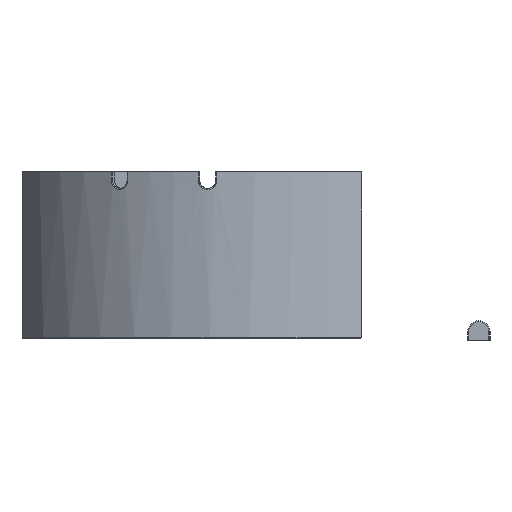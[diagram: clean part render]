
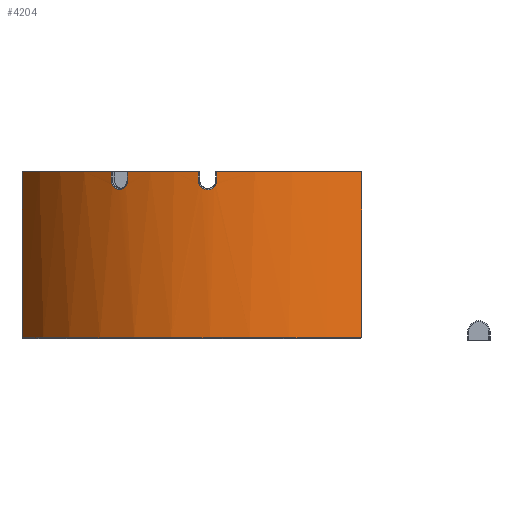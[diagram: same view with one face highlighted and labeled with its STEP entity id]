
A CAD part, left-side view. The second image highlights one B-rep face of the part: STEP entity #4204.
In plain terms, the highlighted cylindrical face has radius 86.5 mm (diameter 173 mm), a partial arc.
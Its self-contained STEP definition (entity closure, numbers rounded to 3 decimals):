
#178=LINE('',#6398,#502);
#179=LINE('',#6469,#503);
#202=LINE('',#6803,#526);
#203=LINE('',#6807,#527);
#293=LINE('',#7673,#617);
#294=LINE('',#7675,#618);
#502=VECTOR('',#4928,10.);
#503=VECTOR('',#4943,10.);
#526=VECTOR('',#5032,10.);
#527=VECTOR('',#5037,10.);
#617=VECTOR('',#5357,10.);
#618=VECTOR('',#5360,10.);
#842=CYLINDRICAL_SURFACE('',#4572,86.5);
#1002=FACE_OUTER_BOUND('',#1270,.T.);
#1270=EDGE_LOOP('',(#3262,#3263,#3264,#3265,#3266,#3267,#3268,#3269,#3270,
#3271,#3272,#3273,#3274,#3275,#3276));
#1458=CIRCLE('',#4410,86.5);
#1464=CIRCLE('',#4418,86.5);
#1487=CIRCLE('',#4449,86.5);
#1494=CIRCLE('',#4460,86.5);
#1555=CIRCLE('',#4562,86.5);
#1697=B_SPLINE_CURVE_WITH_KNOTS('',3,(#6426,#6427,#6428,#6429,#6430),
 .UNSPECIFIED.,.F.,.F.,(4,1,4),(0.,0.229,0.534),
 .UNSPECIFIED.);
#1698=B_SPLINE_CURVE_WITH_KNOTS('',3,(#6463,#6464,#6465,#6466,#6467),
 .UNSPECIFIED.,.F.,.F.,(4,1,4),(0.,0.229,0.534),
 .UNSPECIFIED.);
#1707=B_SPLINE_CURVE_WITH_KNOTS('',3,(#6785,#6786,#6787,#6788,#6789),
 .UNSPECIFIED.,.F.,.F.,(4,1,4),(2.137,2.366,2.671),
 .UNSPECIFIED.);
#1709=B_SPLINE_CURVE_WITH_KNOTS('',3,(#6833,#6834,#6835,#6836,#6837),
 .UNSPECIFIED.,.F.,.F.,(4,1,4),(-0.531,-0.228,0.),
 .UNSPECIFIED.);
#1789=VERTEX_POINT('',#6388);
#1790=VERTEX_POINT('',#6390);
#1791=VERTEX_POINT('',#6394);
#1792=VERTEX_POINT('',#6396);
#1793=VERTEX_POINT('',#6424);
#1794=VERTEX_POINT('',#6432);
#1795=VERTEX_POINT('',#6461);
#1837=VERTEX_POINT('',#6748);
#1838=VERTEX_POINT('',#6750);
#1841=VERTEX_POINT('',#6782);
#1842=VERTEX_POINT('',#6784);
#1843=VERTEX_POINT('',#6805);
#1846=VERTEX_POINT('',#6845);
#1925=VERTEX_POINT('',#7540);
#1959=VERTEX_POINT('',#7650);
#2182=EDGE_CURVE('',#1789,#1790,#1458,.T.);
#2186=EDGE_CURVE('',#1792,#1791,#178,.T.);
#2188=EDGE_CURVE('',#1793,#1792,#1697,.T.);
#2190=EDGE_CURVE('',#1794,#1793,#1464,.T.);
#2193=EDGE_CURVE('',#1795,#1794,#1698,.T.);
#2194=EDGE_CURVE('',#1790,#1795,#179,.T.);
#2245=EDGE_CURVE('',#1837,#1838,#1487,.T.);
#2250=EDGE_CURVE('',#1841,#1842,#1707,.T.);
#2252=EDGE_CURVE('',#1838,#1841,#202,.T.);
#2254=EDGE_CURVE('',#1843,#1789,#203,.T.);
#2255=EDGE_CURVE('',#1842,#1843,#1709,.T.);
#2259=EDGE_CURVE('',#1791,#1846,#1494,.T.);
#2424=EDGE_CURVE('',#1925,#1959,#1555,.T.);
#2434=EDGE_CURVE('',#1959,#1837,#293,.T.);
#2435=EDGE_CURVE('',#1925,#1846,#294,.T.);
#3262=ORIENTED_EDGE('',*,*,#2194,.F.);
#3263=ORIENTED_EDGE('',*,*,#2182,.F.);
#3264=ORIENTED_EDGE('',*,*,#2254,.F.);
#3265=ORIENTED_EDGE('',*,*,#2255,.F.);
#3266=ORIENTED_EDGE('',*,*,#2250,.F.);
#3267=ORIENTED_EDGE('',*,*,#2252,.F.);
#3268=ORIENTED_EDGE('',*,*,#2245,.F.);
#3269=ORIENTED_EDGE('',*,*,#2434,.F.);
#3270=ORIENTED_EDGE('',*,*,#2424,.F.);
#3271=ORIENTED_EDGE('',*,*,#2435,.T.);
#3272=ORIENTED_EDGE('',*,*,#2259,.F.);
#3273=ORIENTED_EDGE('',*,*,#2186,.F.);
#3274=ORIENTED_EDGE('',*,*,#2188,.F.);
#3275=ORIENTED_EDGE('',*,*,#2190,.F.);
#3276=ORIENTED_EDGE('',*,*,#2193,.F.);
#4204=ADVANCED_FACE('',(#1002),#842,.T.);
#4410=AXIS2_PLACEMENT_3D('',#6391,#4918,#4919);
#4418=AXIS2_PLACEMENT_3D('',#6434,#4935,#4936);
#4449=AXIS2_PLACEMENT_3D('',#6751,#5020,#5021);
#4460=AXIS2_PLACEMENT_3D('',#6846,#5046,#5047);
#4562=AXIS2_PLACEMENT_3D('',#7655,#5329,#5330);
#4572=AXIS2_PLACEMENT_3D('',#7674,#5358,#5359);
#4918=DIRECTION('center_axis',(0.,0.,1.));
#4919=DIRECTION('ref_axis',(-1.,0.,0.));
#4928=DIRECTION('',(0.,0.,1.));
#4935=DIRECTION('center_axis',(0.,0.,1.));
#4936=DIRECTION('ref_axis',(-0.993,0.121,0.));
#4943=DIRECTION('',(0.,0.,-1.));
#5020=DIRECTION('center_axis',(0.,0.,1.));
#5021=DIRECTION('ref_axis',(-1.,0.,0.));
#5032=DIRECTION('',(0.,0.,-1.));
#5037=DIRECTION('',(0.,0.,1.));
#5046=DIRECTION('center_axis',(0.,0.,1.));
#5047=DIRECTION('ref_axis',(-1.,0.,0.));
#5329=DIRECTION('center_axis',(0.,0.,-1.));
#5330=DIRECTION('ref_axis',(-1.,0.,0.));
#5357=DIRECTION('',(0.,0.,1.));
#5358=DIRECTION('center_axis',(0.,0.,1.));
#5359=DIRECTION('ref_axis',(-1.,0.,0.));
#5360=DIRECTION('',(0.,0.,1.));
#6388=CARTESIAN_POINT('',(-77.142,39.133,70.5));
#6390=CARTESIAN_POINT('',(-85.378,13.888,70.5));
#6391=CARTESIAN_POINT('Origin',(0.,0.,70.5));
#6394=CARTESIAN_POINT('',(-86.209,7.09,70.5));
#6396=CARTESIAN_POINT('',(-86.209,7.09,67.5));
#6398=CARTESIAN_POINT('',(-86.209,7.09,10.5));
#6424=CARTESIAN_POINT('',(-85.862,10.489,64.1));
#6426=CARTESIAN_POINT('Ctrl Pts',(-85.862,10.489,64.1));
#6427=CARTESIAN_POINT('Ctrl Pts',(-85.955,9.728,64.1));
#6428=CARTESIAN_POINT('Ctrl Pts',(-86.143,7.947,64.722));
#6429=CARTESIAN_POINT('Ctrl Pts',(-86.209,7.09,66.483));
#6430=CARTESIAN_POINT('Ctrl Pts',(-86.209,7.09,67.5));
#6432=CARTESIAN_POINT('',(-85.86,10.506,64.1));
#6434=CARTESIAN_POINT('Origin',(0.,0.,64.1));
#6461=CARTESIAN_POINT('',(-85.378,13.888,67.5));
#6463=CARTESIAN_POINT('Ctrl Pts',(-85.378,13.888,67.5));
#6464=CARTESIAN_POINT('Ctrl Pts',(-85.378,13.888,66.737));
#6465=CARTESIAN_POINT('Ctrl Pts',(-85.482,13.271,64.954));
#6466=CARTESIAN_POINT('Ctrl Pts',(-85.736,11.52,64.1));
#6467=CARTESIAN_POINT('Ctrl Pts',(-85.86,10.506,64.1));
#6469=CARTESIAN_POINT('',(-85.378,13.888,10.5));
#6748=CARTESIAN_POINT('',(-39.508,76.951,70.5));
#6750=CARTESIAN_POINT('',(-73.828,45.074,70.5));
#6751=CARTESIAN_POINT('Origin',(0.,0.,70.5));
#6782=CARTESIAN_POINT('',(-73.828,45.074,67.5));
#6784=CARTESIAN_POINT('',(-75.551,42.122,64.1));
#6785=CARTESIAN_POINT('Ctrl Pts',(-73.828,45.074,67.5));
#6786=CARTESIAN_POINT('Ctrl Pts',(-73.828,45.074,66.737));
#6787=CARTESIAN_POINT('Ctrl Pts',(-74.157,44.542,64.953));
#6788=CARTESIAN_POINT('Ctrl Pts',(-75.053,43.015,64.099));
#6789=CARTESIAN_POINT('Ctrl Pts',(-75.551,42.122,64.1));
#6803=CARTESIAN_POINT('',(-73.828,45.074,10.5));
#6805=CARTESIAN_POINT('',(-77.142,39.133,67.5));
#6807=CARTESIAN_POINT('',(-77.142,39.133,10.5));
#6833=CARTESIAN_POINT('Ctrl Pts',(-75.551,42.122,64.1));
#6834=CARTESIAN_POINT('Ctrl Pts',(-76.046,41.235,64.109));
#6835=CARTESIAN_POINT('Ctrl Pts',(-76.866,39.686,64.968));
#6836=CARTESIAN_POINT('Ctrl Pts',(-77.142,39.133,66.741));
#6837=CARTESIAN_POINT('Ctrl Pts',(-77.142,39.133,67.5));
#6845=CARTESIAN_POINT('',(-73.873,-45.,70.5));
#6846=CARTESIAN_POINT('Origin',(0.,0.,70.5));
#7540=CARTESIAN_POINT('',(-73.873,-45.,10.9));
#7650=CARTESIAN_POINT('',(-39.508,76.951,10.9));
#7655=CARTESIAN_POINT('Origin',(0.,0.,10.9));
#7673=CARTESIAN_POINT('',(-39.508,76.951,10.5));
#7674=CARTESIAN_POINT('Origin',(0.,0.,10.5));
#7675=CARTESIAN_POINT('',(-73.873,-45.,10.5));
